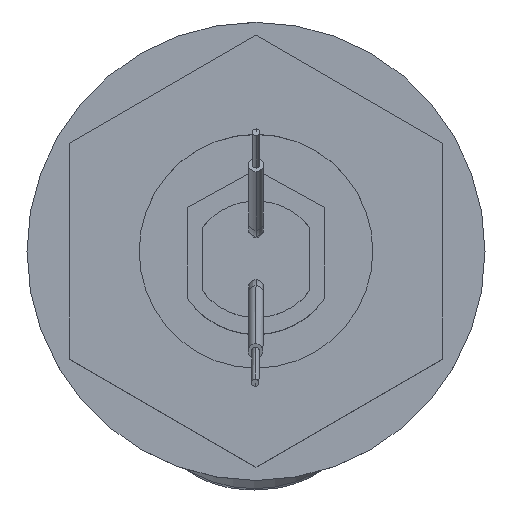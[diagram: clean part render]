
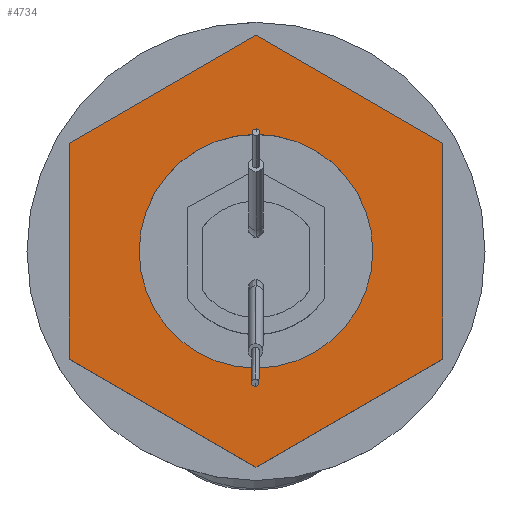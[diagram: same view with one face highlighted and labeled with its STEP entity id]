
A CAD part, top view. The second image highlights one B-rep face of the part: STEP entity #4734.
In plain terms, the highlighted face is planar.
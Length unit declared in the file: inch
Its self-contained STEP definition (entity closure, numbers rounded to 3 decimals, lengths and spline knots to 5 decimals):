
#58 = CARTESIAN_POINT ( 'NONE',  ( -0.5, -0.28868, -1.062 ) ) ;
#237 = VERTEX_POINT ( 'NONE', #6224 ) ;
#279 = ORIENTED_EDGE ( 'NONE', *, *, #3364, .F. ) ;
#426 = CARTESIAN_POINT ( 'NONE',  ( 0., 0., -1.062 ) ) ;
#710 = ORIENTED_EDGE ( 'NONE', *, *, #5586, .F. ) ;
#787 = LINE ( 'NONE', #1325, #3019 ) ;
#814 = CIRCLE ( 'NONE', #3428, 0.3125 ) ;
#816 = CARTESIAN_POINT ( 'NONE',  ( 0.5, 0.28868, -1.062 ) ) ;
#829 = VERTEX_POINT ( 'NONE', #1571 ) ;
#996 = DIRECTION ( 'NONE',  ( -1., 0., 0. ) ) ;
#1012 = EDGE_CURVE ( 'NONE', #3509, #3725, #3393, .T. ) ;
#1079 = VERTEX_POINT ( 'NONE', #3064 ) ;
#1137 = EDGE_LOOP ( 'NONE', ( #6173, #4697, #6820, #5802, #279, #710 ) ) ;
#1185 = DIRECTION ( 'NONE',  ( 0.866, 0.5, 0. ) ) ;
#1195 = CARTESIAN_POINT ( 'NONE',  ( 0.3125, 0., -1.062 ) ) ;
#1216 = DIRECTION ( 'NONE',  ( -0.866, -0.5, 0. ) ) ;
#1305 = EDGE_CURVE ( 'NONE', #3725, #3550, #6291, .T. ) ;
#1314 = VECTOR ( 'NONE', #2486, 39.37008 ) ;
#1325 = CARTESIAN_POINT ( 'NONE',  ( 0., -0.57735, -1.062 ) ) ;
#1520 = VECTOR ( 'NONE', #5133, 39.37008 ) ;
#1571 = CARTESIAN_POINT ( 'NONE',  ( 0.5, 0.28868, -1.062 ) ) ;
#1911 = CARTESIAN_POINT ( 'NONE',  ( -0.5, 0.28868, -1.062 ) ) ;
#1920 = EDGE_LOOP ( 'NONE', ( #7322, #2857 ) ) ;
#2074 = CARTESIAN_POINT ( 'NONE',  ( 0., 0., -1.062 ) ) ;
#2108 = VECTOR ( 'NONE', #1216, 39.37008 ) ;
#2117 = VECTOR ( 'NONE', #6938, 39.37008 ) ;
#2486 = DIRECTION ( 'NONE',  ( -0.866, 0.5, 0. ) ) ;
#2634 = LINE ( 'NONE', #5560, #2665 ) ;
#2665 = VECTOR ( 'NONE', #7289, 39.37008 ) ;
#2686 = DIRECTION ( 'NONE',  ( 0., 0., -1. ) ) ;
#2857 = ORIENTED_EDGE ( 'NONE', *, *, #6469, .F. ) ;
#3019 = VECTOR ( 'NONE', #1185, 39.37008 ) ;
#3064 = CARTESIAN_POINT ( 'NONE',  ( 0.5, -0.28868, -1.062 ) ) ;
#3312 = CARTESIAN_POINT ( 'NONE',  ( -0.5, 0., -1.062 ) ) ;
#3364 = EDGE_CURVE ( 'NONE', #6927, #3509, #7001, .T. ) ;
#3393 = LINE ( 'NONE', #3312, #1520 ) ;
#3428 = AXIS2_PLACEMENT_3D ( 'NONE', #426, #2686, #5696 ) ;
#3477 = DIRECTION ( 'NONE',  ( 0., 0., -1. ) ) ;
#3509 = VERTEX_POINT ( 'NONE', #1911 ) ;
#3550 = VERTEX_POINT ( 'NONE', #3876 ) ;
#3613 = LINE ( 'NONE', #816, #1314 ) ;
#3725 = VERTEX_POINT ( 'NONE', #4816 ) ;
#3876 = CARTESIAN_POINT ( 'NONE',  ( 0., -0.57735, -1.062 ) ) ;
#4177 = AXIS2_PLACEMENT_3D ( 'NONE', #7337, #3477, #7033 ) ;
#4264 = EDGE_CURVE ( 'NONE', #1079, #829, #2634, .T. ) ;
#4354 = FACE_OUTER_BOUND ( 'NONE', #1137, .T. ) ;
#4697 = ORIENTED_EDGE ( 'NONE', *, *, #7198, .F. ) ;
#4734 = ADVANCED_FACE ( 'NONE', ( #4885, #4354 ), #5520, .F. ) ;
#4816 = CARTESIAN_POINT ( 'NONE',  ( -0.5, -0.28868, -1.062 ) ) ;
#4885 = FACE_BOUND ( 'NONE', #1920, .T. ) ;
#5112 = EDGE_CURVE ( 'NONE', #237, #6576, #814, .T. ) ;
#5133 = DIRECTION ( 'NONE',  ( 0., -1., 0. ) ) ;
#5148 = CARTESIAN_POINT ( 'NONE',  ( 0., 0.57735, -1.062 ) ) ;
#5520 = PLANE ( 'NONE',  #6660 ) ;
#5560 = CARTESIAN_POINT ( 'NONE',  ( 0.5, 0., -1.062 ) ) ;
#5586 = EDGE_CURVE ( 'NONE', #829, #6927, #3613, .T. ) ;
#5696 = DIRECTION ( 'NONE',  ( -1., 0., 0. ) ) ;
#5802 = ORIENTED_EDGE ( 'NONE', *, *, #1012, .F. ) ;
#6173 = ORIENTED_EDGE ( 'NONE', *, *, #4264, .F. ) ;
#6224 = CARTESIAN_POINT ( 'NONE',  ( -0.3125, 0., -1.062 ) ) ;
#6291 = LINE ( 'NONE', #58, #2117 ) ;
#6469 = EDGE_CURVE ( 'NONE', #6576, #237, #7359, .T. ) ;
#6576 = VERTEX_POINT ( 'NONE', #1195 ) ;
#6660 = AXIS2_PLACEMENT_3D ( 'NONE', #2074, #7169, #996 ) ;
#6820 = ORIENTED_EDGE ( 'NONE', *, *, #1305, .F. ) ;
#6859 = CARTESIAN_POINT ( 'NONE',  ( 0., 0.57735, -1.062 ) ) ;
#6927 = VERTEX_POINT ( 'NONE', #5148 ) ;
#6938 = DIRECTION ( 'NONE',  ( 0.866, -0.5, 0. ) ) ;
#7001 = LINE ( 'NONE', #6859, #2108 ) ;
#7033 = DIRECTION ( 'NONE',  ( -1., 0., 0. ) ) ;
#7169 = DIRECTION ( 'NONE',  ( 0., 0., 1. ) ) ;
#7198 = EDGE_CURVE ( 'NONE', #3550, #1079, #787, .T. ) ;
#7289 = DIRECTION ( 'NONE',  ( 0., 1., 0. ) ) ;
#7322 = ORIENTED_EDGE ( 'NONE', *, *, #5112, .F. ) ;
#7337 = CARTESIAN_POINT ( 'NONE',  ( 0., 0., -1.062 ) ) ;
#7359 = CIRCLE ( 'NONE', #4177, 0.3125 ) ;
